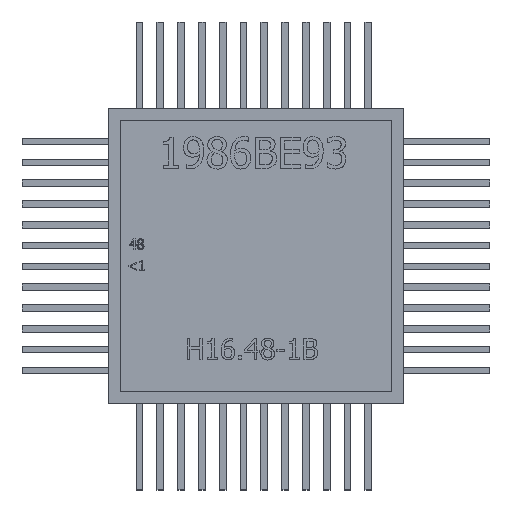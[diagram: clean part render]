
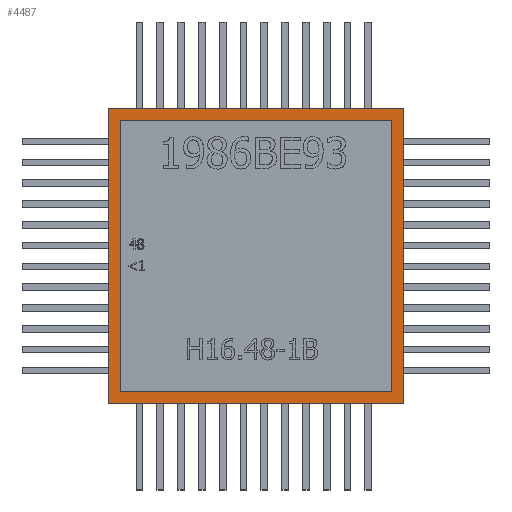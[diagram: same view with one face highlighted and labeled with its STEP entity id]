
A CAD part, top view. The second image highlights one B-rep face of the part: STEP entity #4487.
In plain terms, the highlighted planar face has unit normal (0, 0, -1).
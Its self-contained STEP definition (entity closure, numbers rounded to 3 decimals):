
#461 = VECTOR ( 'NONE', #9062, 1000. ) ;
#1138 = VECTOR ( 'NONE', #8894, 1000. ) ;
#1191 = ORIENTED_EDGE ( 'NONE', *, *, #18051, .F. ) ;
#1479 = EDGE_LOOP ( 'NONE', ( #15276, #21103, #18265, #16531 ) ) ;
#1567 = VECTOR ( 'NONE', #3227, 1000. ) ;
#2059 = CARTESIAN_POINT ( 'NONE',  ( 6.5, 6.5, 2.7 ) ) ;
#2102 = LINE ( 'NONE', #20448, #1567 ) ;
#2275 = AXIS2_PLACEMENT_3D ( 'NONE', #13015, #2669, #14759 ) ;
#2393 = CARTESIAN_POINT ( 'NONE',  ( -6.5, 6.5, 2.7 ) ) ;
#2521 = EDGE_CURVE ( 'NONE', #14350, #8740, #18880, .T. ) ;
#2584 = VERTEX_POINT ( 'NONE', #2393 ) ;
#2669 = DIRECTION ( 'NONE',  ( 0., 0., 1. ) ) ;
#2709 = VECTOR ( 'NONE', #4445, 1000. ) ;
#3227 = DIRECTION ( 'NONE',  ( 0., 1., 0. ) ) ;
#4445 = DIRECTION ( 'NONE',  ( -1., 0., 0. ) ) ;
#4487 = ADVANCED_FACE ( 'NONE', ( #13075, #8476 ), #18149, .F. ) ;
#4690 = VERTEX_POINT ( 'NONE', #20739 ) ;
#5358 = CARTESIAN_POINT ( 'NONE',  ( 7.1, -7.1, 2.7 ) ) ;
#5834 = VECTOR ( 'NONE', #10392, 1000. ) ;
#5861 = VECTOR ( 'NONE', #18177, 1000. ) ;
#6999 = EDGE_CURVE ( 'NONE', #8740, #2584, #2102, .T. ) ;
#7656 = VERTEX_POINT ( 'NONE', #15486 ) ;
#7721 = CARTESIAN_POINT ( 'NONE',  ( -6.5, -6.5, 2.7 ) ) ;
#7837 = CARTESIAN_POINT ( 'NONE',  ( 7.1, 0., 2.7 ) ) ;
#8224 = EDGE_LOOP ( 'NONE', ( #16640, #9504, #1191, #10533 ) ) ;
#8476 = FACE_OUTER_BOUND ( 'NONE', #8224, .T. ) ;
#8486 = EDGE_CURVE ( 'NONE', #2584, #21194, #15006, .T. ) ;
#8740 = VERTEX_POINT ( 'NONE', #7721 ) ;
#8830 = LINE ( 'NONE', #7837, #5861 ) ;
#8894 = DIRECTION ( 'NONE',  ( 0., -1., 0. ) ) ;
#9062 = DIRECTION ( 'NONE',  ( -1., 0., 0. ) ) ;
#9250 = CARTESIAN_POINT ( 'NONE',  ( 6.5, 0., 2.7 ) ) ;
#9330 = DIRECTION ( 'NONE',  ( 0., -1., 0. ) ) ;
#9504 = ORIENTED_EDGE ( 'NONE', *, *, #17984, .T. ) ;
#10278 = VERTEX_POINT ( 'NONE', #13272 ) ;
#10392 = DIRECTION ( 'NONE',  ( 1., 0., 0. ) ) ;
#10533 = ORIENTED_EDGE ( 'NONE', *, *, #13914, .F. ) ;
#10648 = EDGE_CURVE ( 'NONE', #21194, #14350, #14380, .T. ) ;
#11427 = VECTOR ( 'NONE', #17436, 1000. ) ;
#13015 = CARTESIAN_POINT ( 'NONE',  ( 0., 0., 2.7 ) ) ;
#13075 = FACE_BOUND ( 'NONE', #1479, .T. ) ;
#13272 = CARTESIAN_POINT ( 'NONE',  ( 7.1, 7.1, 2.7 ) ) ;
#13837 = VECTOR ( 'NONE', #9330, 1000. ) ;
#13914 = EDGE_CURVE ( 'NONE', #10278, #7656, #20560, .T. ) ;
#14281 = VERTEX_POINT ( 'NONE', #15562 ) ;
#14350 = VERTEX_POINT ( 'NONE', #15868 ) ;
#14380 = LINE ( 'NONE', #9250, #13837 ) ;
#14759 = DIRECTION ( 'NONE',  ( 1., 0., 0. ) ) ;
#14798 = CARTESIAN_POINT ( 'NONE',  ( 0., 7.1, 2.7 ) ) ;
#15006 = LINE ( 'NONE', #20662, #5834 ) ;
#15276 = ORIENTED_EDGE ( 'NONE', *, *, #10648, .F. ) ;
#15480 = LINE ( 'NONE', #5358, #11427 ) ;
#15486 = CARTESIAN_POINT ( 'NONE',  ( -7.1, 7.1, 2.7 ) ) ;
#15562 = CARTESIAN_POINT ( 'NONE',  ( -7.1, -7.1, 2.7 ) ) ;
#15868 = CARTESIAN_POINT ( 'NONE',  ( 6.5, -6.5, 2.7 ) ) ;
#16531 = ORIENTED_EDGE ( 'NONE', *, *, #2521, .F. ) ;
#16640 = ORIENTED_EDGE ( 'NONE', *, *, #19364, .F. ) ;
#17436 = DIRECTION ( 'NONE',  ( -1., 0., 0. ) ) ;
#17664 = CARTESIAN_POINT ( 'NONE',  ( 0., -6.5, 2.7 ) ) ;
#17984 = EDGE_CURVE ( 'NONE', #4690, #14281, #15480, .T. ) ;
#18051 = EDGE_CURVE ( 'NONE', #7656, #14281, #19548, .T. ) ;
#18149 = PLANE ( 'NONE',  #2275 ) ;
#18177 = DIRECTION ( 'NONE',  ( 0., 1., 0. ) ) ;
#18265 = ORIENTED_EDGE ( 'NONE', *, *, #6999, .F. ) ;
#18880 = LINE ( 'NONE', #17664, #461 ) ;
#19364 = EDGE_CURVE ( 'NONE', #4690, #10278, #8830, .T. ) ;
#19548 = LINE ( 'NONE', #20985, #1138 ) ;
#20448 = CARTESIAN_POINT ( 'NONE',  ( -6.5, 0., 2.7 ) ) ;
#20560 = LINE ( 'NONE', #14798, #2709 ) ;
#20662 = CARTESIAN_POINT ( 'NONE',  ( 0., 6.5, 2.7 ) ) ;
#20739 = CARTESIAN_POINT ( 'NONE',  ( 7.1, -7.1, 2.7 ) ) ;
#20985 = CARTESIAN_POINT ( 'NONE',  ( -7.1, 0., 2.7 ) ) ;
#21103 = ORIENTED_EDGE ( 'NONE', *, *, #8486, .F. ) ;
#21194 = VERTEX_POINT ( 'NONE', #2059 ) ;
